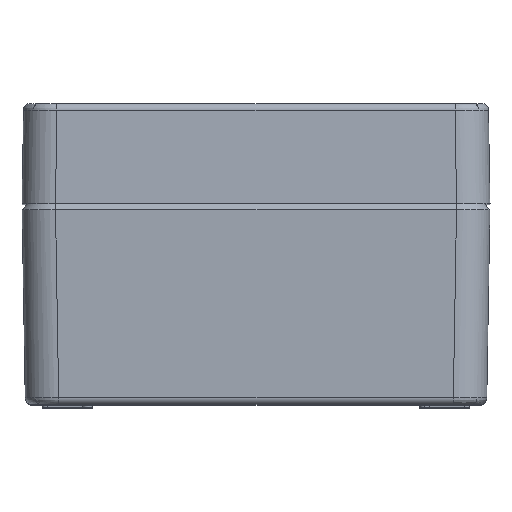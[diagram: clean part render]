
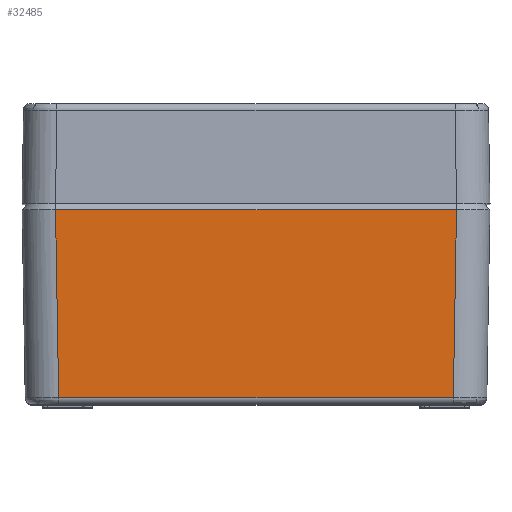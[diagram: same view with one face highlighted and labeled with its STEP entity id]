
A CAD part, top view. The second image highlights one B-rep face of the part: STEP entity #32485.
In plain terms, the highlighted planar face has unit normal (0, -0.017, 1).
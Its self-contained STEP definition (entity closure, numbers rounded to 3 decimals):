
#13547 = CARTESIAN_POINT ( 'NONE',  ( 59.034, -58.033, 69.033 ) ) ;
#19683 = CARTESIAN_POINT ( 'NONE',  ( 59.971, -1.8, 69.97 ) ) ;
#19685 = DIRECTION ( 'NONE',  ( 0.017, 1., 0.017 ) ) ;
#19686 = VECTOR ( 'NONE', #19685, 1000. ) ;
#19687 = CARTESIAN_POINT ( 'NONE',  ( 59.965, -2.165, 69.964 ) ) ;
#19688 = LINE ( 'NONE', #19687, #19686 ) ;
#20098 = CARTESIAN_POINT ( 'NONE',  ( -59.971, -1.8, 69.97 ) ) ;
#20138 = CARTESIAN_POINT ( 'NONE',  ( -59.034, -58.033, 69.033 ) ) ;
#20285 = DIRECTION ( 'NONE',  ( 1., 0., 0. ) ) ;
#20286 = VECTOR ( 'NONE', #20285, 1000. ) ;
#20287 = CARTESIAN_POINT ( 'NONE',  ( 59.001, -58.033, 69.033 ) ) ;
#20288 = LINE ( 'NONE', #20287, #20286 ) ;
#20327 = DIRECTION ( 'NONE',  ( -1., 0., 0. ) ) ;
#20328 = VECTOR ( 'NONE', #20327, 1000. ) ;
#20329 = CARTESIAN_POINT ( 'NONE',  ( -70., -1.8, 69.97 ) ) ;
#20330 = LINE ( 'NONE', #20329, #20328 ) ;
#20402 = DIRECTION ( 'NONE',  ( 0., -1., -0.017 ) ) ;
#20403 = DIRECTION ( 'NONE',  ( 0., -0.017, 1. ) ) ;
#20404 = AXIS2_PLACEMENT_3D ( 'NONE', #20405, #20403, #20402 ) ;
#20405 = CARTESIAN_POINT ( 'NONE',  ( -70., 0., 70. ) ) ;
#20406 = PLANE ( 'NONE',  #20404 ) ;
#20407 = FACE_OUTER_BOUND ( 'NONE', #32491, .T. ) ;
#20408 = DIRECTION ( 'NONE',  ( 0.017, -1., -0.017 ) ) ;
#20409 = VECTOR ( 'NONE', #20408, 1000. ) ;
#20410 = CARTESIAN_POINT ( 'NONE',  ( -60.004, 0.167, 70.003 ) ) ;
#20411 = LINE ( 'NONE', #20410, #20409 ) ;
#26066 = VERTEX_POINT ( 'NONE', #13547 ) ;
#32103 = EDGE_CURVE ( 'NONE', #26066, #32106, #19688, .T. ) ;
#32106 = VERTEX_POINT ( 'NONE', #19683 ) ;
#32315 = ORIENTED_EDGE ( 'NONE', *, *, #32434, .T. ) ;
#32317 = VERTEX_POINT ( 'NONE', #20098 ) ;
#32318 = VERTEX_POINT ( 'NONE', #20138 ) ;
#32434 = EDGE_CURVE ( 'NONE', #32318, #26066, #20288, .T. ) ;
#32437 = ORIENTED_EDGE ( 'NONE', *, *, #32103, .T. ) ;
#32439 = ORIENTED_EDGE ( 'NONE', *, *, #32442, .T. ) ;
#32442 = EDGE_CURVE ( 'NONE', #32106, #32317, #20330, .T. ) ;
#32484 = EDGE_CURVE ( 'NONE', #32317, #32318, #20411, .T. ) ;
#32485 = ADVANCED_FACE ( 'NONE', ( #20407 ), #20406, .T. ) ;
#32489 = ORIENTED_EDGE ( 'NONE', *, *, #32484, .T. ) ;
#32491 = EDGE_LOOP ( 'NONE', ( #32489, #32315, #32437, #32439 ) ) ;
